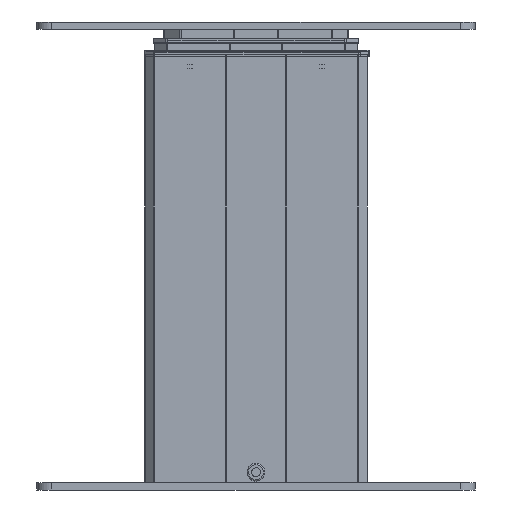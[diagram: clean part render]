
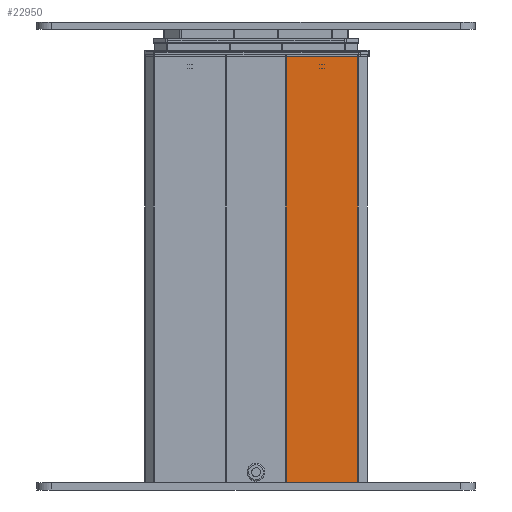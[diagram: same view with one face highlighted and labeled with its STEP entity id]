
A CAD part, front view. The second image highlights one B-rep face of the part: STEP entity #22950.
In plain terms, the highlighted planar face has unit normal (0, -1, 0).
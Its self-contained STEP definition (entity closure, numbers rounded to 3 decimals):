
#548 = CARTESIAN_POINT ( 'NONE',  ( 20.25, -75., -42. ) ) ;
#1953 = DIRECTION ( 'NONE',  ( 1., 0., 0. ) ) ;
#3047 = LINE ( 'NONE', #13174, #26236 ) ;
#5103 = DIRECTION ( 'NONE',  ( 0., 0., 1. ) ) ;
#5187 = LINE ( 'NONE', #45081, #14998 ) ;
#7179 = VERTEX_POINT ( 'NONE', #19340 ) ;
#10419 = EDGE_LOOP ( 'NONE', ( #45946, #47913, #23415, #21655 ) ) ;
#13174 = CARTESIAN_POINT ( 'NONE',  ( 20.25, -75., -42. ) ) ;
#13438 = CARTESIAN_POINT ( 'NONE',  ( 20.25, -75., -42. ) ) ;
#13617 = PLANE ( 'NONE',  #17147 ) ;
#14998 = VECTOR ( 'NONE', #25582, 1000. ) ;
#15123 = EDGE_CURVE ( 'NONE', #7179, #49147, #26097, .T. ) ;
#15718 = CARTESIAN_POINT ( 'NONE',  ( 68.586, -75., -42. ) ) ;
#17147 = AXIS2_PLACEMENT_3D ( 'NONE', #13438, #48796, #36704 ) ;
#19340 = CARTESIAN_POINT ( 'NONE',  ( 20.25, -75., 246. ) ) ;
#21655 = ORIENTED_EDGE ( 'NONE', *, *, #44174, .T. ) ;
#22950 = ADVANCED_FACE ( 'NONE', ( #43632 ), #13617, .T. ) ;
#23415 = ORIENTED_EDGE ( 'NONE', *, *, #26007, .F. ) ;
#25582 = DIRECTION ( 'NONE',  ( 0., 0., 1. ) ) ;
#26007 = EDGE_CURVE ( 'NONE', #42714, #7179, #3047, .T. ) ;
#26097 = LINE ( 'NONE', #48426, #35239 ) ;
#26236 = VECTOR ( 'NONE', #5103, 1000. ) ;
#27113 = LINE ( 'NONE', #548, #29565 ) ;
#29565 = VECTOR ( 'NONE', #39711, 1000. ) ;
#31999 = EDGE_CURVE ( 'NONE', #47742, #49147, #5187, .T. ) ;
#35239 = VECTOR ( 'NONE', #1953, 1000. ) ;
#36704 = DIRECTION ( 'NONE',  ( 0., 0., -1. ) ) ;
#39711 = DIRECTION ( 'NONE',  ( 1., 0., 0. ) ) ;
#42714 = VERTEX_POINT ( 'NONE', #43705 ) ;
#43632 = FACE_OUTER_BOUND ( 'NONE', #10419, .T. ) ;
#43705 = CARTESIAN_POINT ( 'NONE',  ( 20.25, -75., -42. ) ) ;
#44174 = EDGE_CURVE ( 'NONE', #42714, #47742, #27113, .T. ) ;
#45081 = CARTESIAN_POINT ( 'NONE',  ( 68.586, -75., -42. ) ) ;
#45946 = ORIENTED_EDGE ( 'NONE', *, *, #31999, .T. ) ;
#47513 = CARTESIAN_POINT ( 'NONE',  ( 68.586, -75., 246. ) ) ;
#47742 = VERTEX_POINT ( 'NONE', #15718 ) ;
#47913 = ORIENTED_EDGE ( 'NONE', *, *, #15123, .F. ) ;
#48426 = CARTESIAN_POINT ( 'NONE',  ( 20.25, -75., 246. ) ) ;
#48796 = DIRECTION ( 'NONE',  ( 0., -1., 0. ) ) ;
#49147 = VERTEX_POINT ( 'NONE', #47513 ) ;
